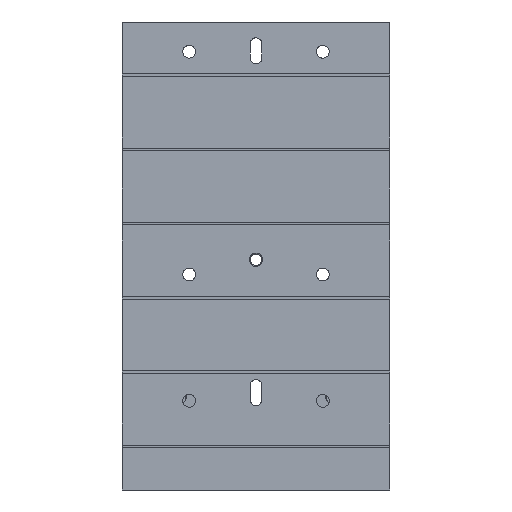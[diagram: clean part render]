
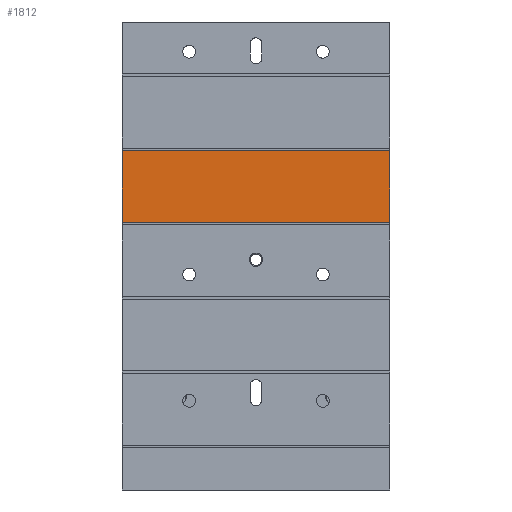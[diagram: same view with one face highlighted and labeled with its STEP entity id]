
A CAD part, front view. The second image highlights one B-rep face of the part: STEP entity #1812.
In plain terms, the highlighted free-form (B-spline) face has degree [1, 1] with [2, 2] control points.
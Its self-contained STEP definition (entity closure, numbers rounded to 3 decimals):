
#1812 = ADVANCED_FACE('',(#1813),#1843,.F.);
#1813 = FACE_BOUND('',#1814,.T.);
#1814 = EDGE_LOOP('',(#1815,#1824,#1831,#1838));
#1815 = ORIENTED_EDGE('',*,*,#1816,.F.);
#1816 = EDGE_CURVE('',#1817,#1819,#1821,.T.);
#1817 = VERTEX_POINT('',#1818);
#1818 = CARTESIAN_POINT('',(-89.876,0.,22.569));
#1819 = VERTEX_POINT('',#1820);
#1820 = CARTESIAN_POINT('',(-89.876,0.,70.902));
#1821 = B_SPLINE_CURVE_WITH_KNOTS('',1,(#1822,#1823),.UNSPECIFIED.,.F.,
  .F.,(2,2),(180.1,228.5),.PIECEWISE_BEZIER_KNOTS.);
#1822 = CARTESIAN_POINT('',(-89.876,0.,22.569));
#1823 = CARTESIAN_POINT('',(-89.876,0.,70.902));
#1824 = ORIENTED_EDGE('',*,*,#1825,.T.);
#1825 = EDGE_CURVE('',#1817,#1826,#1828,.T.);
#1826 = VERTEX_POINT('',#1827);
#1827 = CARTESIAN_POINT('',(89.876,0.,22.569));
#1828 = B_SPLINE_CURVE_WITH_KNOTS('',1,(#1829,#1830),.UNSPECIFIED.,.F.,
  .F.,(2,2),(-90.,90.),.PIECEWISE_BEZIER_KNOTS.);
#1829 = CARTESIAN_POINT('',(-89.876,0.,22.569));
#1830 = CARTESIAN_POINT('',(89.876,0.,22.569));
#1831 = ORIENTED_EDGE('',*,*,#1832,.F.);
#1832 = EDGE_CURVE('',#1833,#1826,#1835,.T.);
#1833 = VERTEX_POINT('',#1834);
#1834 = CARTESIAN_POINT('',(89.876,0.,70.902));
#1835 = B_SPLINE_CURVE_WITH_KNOTS('',1,(#1836,#1837),.UNSPECIFIED.,.F.,
  .F.,(2,2),(-228.5,-180.1),.PIECEWISE_BEZIER_KNOTS.);
#1836 = CARTESIAN_POINT('',(89.876,0.,70.902));
#1837 = CARTESIAN_POINT('',(89.876,0.,22.569));
#1838 = ORIENTED_EDGE('',*,*,#1839,.T.);
#1839 = EDGE_CURVE('',#1833,#1819,#1840,.T.);
#1840 = B_SPLINE_CURVE_WITH_KNOTS('',1,(#1841,#1842),.UNSPECIFIED.,.F.,
  .F.,(2,2),(-90.,90.),.PIECEWISE_BEZIER_KNOTS.);
#1841 = CARTESIAN_POINT('',(89.876,0.,70.902));
#1842 = CARTESIAN_POINT('',(-89.876,0.,70.902));
#1843 = B_SPLINE_SURFACE_WITH_KNOTS('',1,1,(
    (#1844,#1845)
    ,(#1846,#1847
    )),.UNSPECIFIED.,.F.,.F.,.F.,(2,2),(2,2),(22.6,71.),(-90.,90.),
  .PIECEWISE_BEZIER_KNOTS.);
#1844 = CARTESIAN_POINT('',(-89.876,0.,22.569));
#1845 = CARTESIAN_POINT('',(89.876,0.,22.569));
#1846 = CARTESIAN_POINT('',(-89.876,0.,70.902));
#1847 = CARTESIAN_POINT('',(89.876,0.,70.902));
